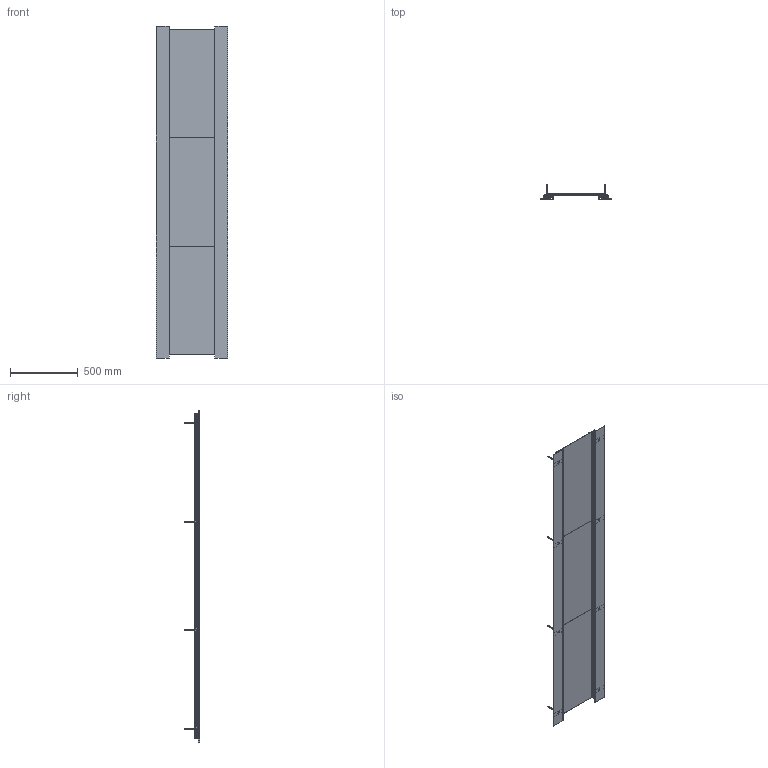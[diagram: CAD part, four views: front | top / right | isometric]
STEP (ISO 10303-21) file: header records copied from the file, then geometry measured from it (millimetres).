
FILE_DESCRIPTION (( 'STEP AP214' ), '1' );
FILE_NAME ('7424062_KSTP1.STEP', '2017-01-26T12:29:48', ( '' ), ( '' ), 'SwSTEP 2.0', 'SolidWorks 2014', '' );
FILE_SCHEMA (( 'AUTOMOTIVE_DESIGN' ));
Length unit declared in the file: millimetre
Products named in the file (17): 001232_Standard; P_0000001001_1_Standard; 001132_Standard; 001131_Standard; 001701_Standard; 001135_Standard; 001133_Standard; 40731F_Standard; 43938B_39400970; 32812b_Standard; 40738A__39409465 40x140; P_43939AA_1__33076320 - 205mm; 40738A__39409468 40x240; P_43939AA_1__33076324 - 305mm; 43423F_verdrückt_1; 7424062_KSTP1; 109613_minimum
Assembly tree (27 placements, depth 4):
  7424062_KSTP1
    40738A__39409468 40x240
      43423F_verdrückt_1
      P_43939AA_1__33076324 - 305mm
    40738A__39409465 40x140
      43423F_verdrückt_1
      P_43939AA_1__33076320 - 205mm
    32812b_Standard  x2
    40731F_Standard  x3
      43938B_39400970
    109613_minimum  x8
      001701_Standard
        001133_Standard
        001135_Standard
      001232_Standard
        001131_Standard
        001132_Standard
        P_0000001001_1_Standard
Bounding box: 527 x 112.3 x 2450 mm (x, y, z)
Volume: 5359358.7 mm3; surface area: 4578080.5 mm2
Topology: 65 solids, 65 shells, 922 faces, 2408 edges, 1616 vertices
Faces by surface type: plane 736, cylinder 98, bspline 48, cone 40
Entity records: 16780 total; most frequent: CARTESIAN_POINT 8404, ORIENTED_EDGE 1142, DIRECTION 1104, EDGE_CURVE 571, LINE 476, VECTOR 476, VERTEX_POINT 382, AXIS2_PLACEMENT_3D 314
